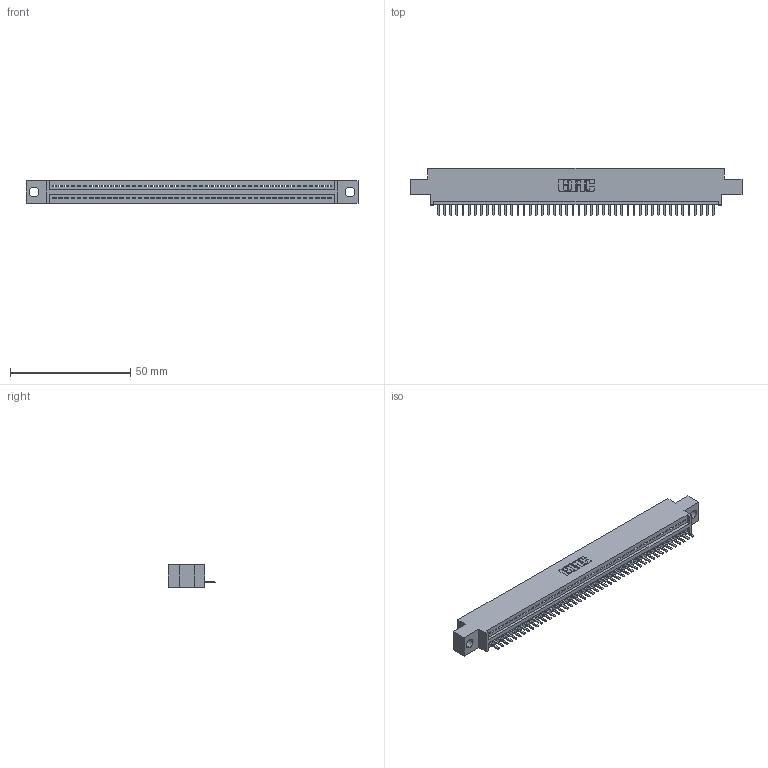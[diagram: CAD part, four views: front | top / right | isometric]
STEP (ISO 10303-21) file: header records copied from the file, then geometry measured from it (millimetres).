
FILE_DESCRIPTION (( 'STEP AP203' ), '1' );
FILE_NAME ('345-046-520-604.STEP', '2021-05-26T15:10:34', ( '' ), ( '' ), 'SwSTEP 2.0', 'SolidWorks 2020', '' );
FILE_SCHEMA (( 'CONFIG_CONTROL_DESIGN' ));
Length unit declared in the file: inch
Products named in the file (3): 345 Part_0.170 Offset - 0.156 Dia-TI; 345-046-520-604; 345-292-001_345-293-120
Assembly tree (47 placements, depth 2):
  345-046-520-604
    345 Part_0.170 Offset - 0.156 Dia-TI
    345-292-001_345-293-120  x46
Bounding box: 138.05 x 19.68 x 9.4 mm (x, y, z)
Volume: 12793.1 mm3; surface area: 16591.4 mm2
Topology: 47 solids, 47 shells, 2996 faces, 8853 edges, 5778 vertices
Faces by surface type: plane 2030, cylinder 966
Entity records: 34747 total; most frequent: CARTESIAN_POINT 6040, ORIENTED_EDGE 6006, DIRECTION 5255, EDGE_CURVE 3003, VECTOR 2683, LINE 2683, VERTEX_POINT 1998, AXIS2_PLACEMENT_3D 1286
